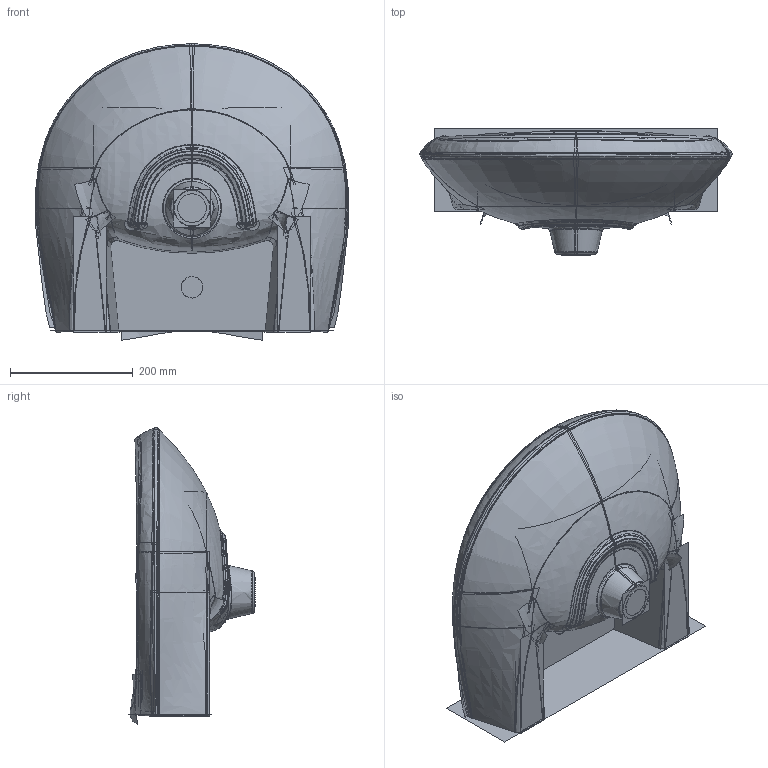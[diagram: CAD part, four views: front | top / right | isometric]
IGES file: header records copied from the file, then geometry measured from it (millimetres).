
Start section:  PTC IGES file: 0959_reverst_surface_jun_2022.igs
Global section: file name: 0959_reverst_surface_jun_2022.igs; native system: Creo Parametric by PTC Inc.; preprocessor: 2021072; author: 11049422; organization: Unknown; date: 20220627.140836; units: millimetre
Bounding box: 510.83 x 206.2 x 483.71 mm (x, y, z)
Surface area: 3297082.6 mm2 (no closed solid volume)
Topology: 0 solids, 0 shells, 444 faces, 6752 edges, 8577 vertices
Faces by surface type: bspline 444
